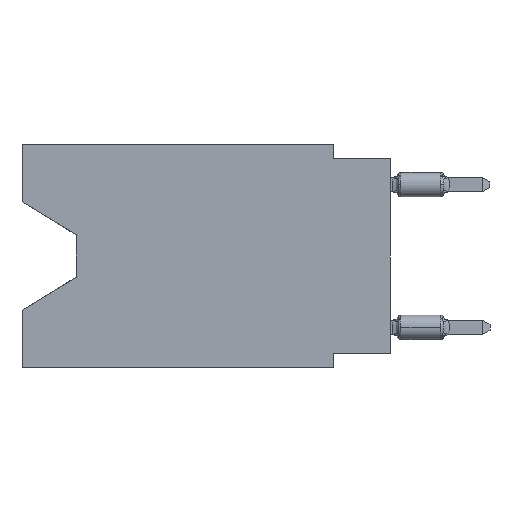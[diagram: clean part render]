
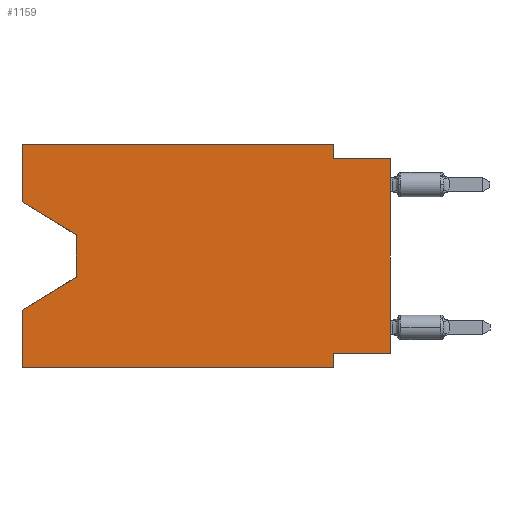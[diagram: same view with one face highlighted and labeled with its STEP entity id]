
A CAD part, left-side view. The second image highlights one B-rep face of the part: STEP entity #1159.
In plain terms, the highlighted planar face has unit normal (-1, 0, 0).
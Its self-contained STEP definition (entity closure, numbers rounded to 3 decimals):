
#252 = VECTOR ( 'NONE', #4522, 1000. ) ;
#298 = DIRECTION ( 'NONE',  ( 0., 0., 1. ) ) ;
#495 = LINE ( 'NONE', #5506, #10343 ) ;
#557 = DIRECTION ( 'NONE',  ( 0., 0., -1. ) ) ;
#611 = CARTESIAN_POINT ( 'NONE',  ( 0., 16.383, 0. ) ) ;
#1027 = ORIENTED_EDGE ( 'NONE', *, *, #12936, .F. ) ;
#1159 = ADVANCED_FACE ( 'NONE', ( #6672 ), #12843, .F. ) ;
#1305 = VECTOR ( 'NONE', #557, 1000. ) ;
#1315 = CARTESIAN_POINT ( 'NONE',  ( 0., 16.383, -2.546 ) ) ;
#1383 = LINE ( 'NONE', #11655, #11522 ) ;
#1472 = CARTESIAN_POINT ( 'NONE',  ( 0., 16.383, 0. ) ) ;
#1623 = AXIS2_PLACEMENT_3D ( 'NONE', #10725, #3729, #7803 ) ;
#1667 = CARTESIAN_POINT ( 'NONE',  ( 0., 0., -0.635 ) ) ;
#1806 = LINE ( 'NONE', #611, #8685 ) ;
#1875 = VECTOR ( 'NONE', #3690, 1000. ) ;
#2057 = EDGE_LOOP ( 'NONE', ( #9951, #11433, #7760, #9823, #3146, #3507, #1027, #6516, #9190, #12938, #5016, #4947 ) ) ;
#2867 = CARTESIAN_POINT ( 'NONE',  ( 0., 16.383, -9.906 ) ) ;
#3028 = EDGE_CURVE ( 'NONE', #12952, #11628, #8047, .T. ) ;
#3146 = ORIENTED_EDGE ( 'NONE', *, *, #8922, .T. ) ;
#3507 = ORIENTED_EDGE ( 'NONE', *, *, #8054, .F. ) ;
#3636 = EDGE_CURVE ( 'NONE', #5773, #3939, #10626, .T. ) ;
#3659 = CARTESIAN_POINT ( 'NONE',  ( 0., 0., -0.635 ) ) ;
#3690 = DIRECTION ( 'NONE',  ( 0., 0., 1. ) ) ;
#3729 = DIRECTION ( 'NONE',  ( 1., 0., 0. ) ) ;
#3878 = DIRECTION ( 'NONE',  ( 0., 0., 1. ) ) ;
#3886 = CARTESIAN_POINT ( 'NONE',  ( 0., 16.383, 0. ) ) ;
#3939 = VERTEX_POINT ( 'NONE', #8283 ) ;
#4431 = EDGE_CURVE ( 'NONE', #11628, #11816, #1383, .T. ) ;
#4522 = DIRECTION ( 'NONE',  ( 0., 0.855, -0.519 ) ) ;
#4947 = ORIENTED_EDGE ( 'NONE', *, *, #6895, .F. ) ;
#4981 = LINE ( 'NONE', #9132, #11602 ) ;
#5016 = ORIENTED_EDGE ( 'NONE', *, *, #8566, .F. ) ;
#5340 = VERTEX_POINT ( 'NONE', #2867 ) ;
#5380 = CARTESIAN_POINT ( 'NONE',  ( 0., 2.54, -9.906 ) ) ;
#5395 = DIRECTION ( 'NONE',  ( 0., -1., 0. ) ) ;
#5477 = VERTEX_POINT ( 'NONE', #8271 ) ;
#5506 = CARTESIAN_POINT ( 'NONE',  ( 0., 16.383, 0. ) ) ;
#5519 = CARTESIAN_POINT ( 'NONE',  ( 0., 16.383, -7.36 ) ) ;
#5773 = VERTEX_POINT ( 'NONE', #12914 ) ;
#6516 = ORIENTED_EDGE ( 'NONE', *, *, #6558, .T. ) ;
#6558 = EDGE_CURVE ( 'NONE', #5477, #9984, #11030, .T. ) ;
#6629 = CARTESIAN_POINT ( 'NONE',  ( 0., 2.54, 0. ) ) ;
#6672 = FACE_OUTER_BOUND ( 'NONE', #2057, .T. ) ;
#6895 = EDGE_CURVE ( 'NONE', #12952, #10904, #1806, .T. ) ;
#6899 = CARTESIAN_POINT ( 'NONE',  ( 0., 0., 0. ) ) ;
#7119 = CARTESIAN_POINT ( 'NONE',  ( 0., 2.54, -9.906 ) ) ;
#7151 = DIRECTION ( 'NONE',  ( 0., -1., 0. ) ) ;
#7345 = VECTOR ( 'NONE', #13090, 1000. ) ;
#7404 = LINE ( 'NONE', #5380, #13115 ) ;
#7464 = DIRECTION ( 'NONE',  ( 0., 1., 0. ) ) ;
#7525 = CARTESIAN_POINT ( 'NONE',  ( 0., 13.97, -5.893 ) ) ;
#7557 = VECTOR ( 'NONE', #7464, 1000. ) ;
#7667 = CARTESIAN_POINT ( 'NONE',  ( 0., 13.97, -5.893 ) ) ;
#7700 = EDGE_CURVE ( 'NONE', #3939, #9984, #12653, .T. ) ;
#7760 = ORIENTED_EDGE ( 'NONE', *, *, #11370, .T. ) ;
#7802 = VECTOR ( 'NONE', #5395, 1000. ) ;
#7803 = DIRECTION ( 'NONE',  ( 0., 0., -1. ) ) ;
#7835 = VERTEX_POINT ( 'NONE', #8866 ) ;
#8047 = LINE ( 'NONE', #10903, #7345 ) ;
#8054 = EDGE_CURVE ( 'NONE', #7835, #9437, #7404, .T. ) ;
#8140 = LINE ( 'NONE', #3886, #8664 ) ;
#8271 = CARTESIAN_POINT ( 'NONE',  ( 0., 0., -9.271 ) ) ;
#8283 = CARTESIAN_POINT ( 'NONE',  ( 0., 2.54, -0.635 ) ) ;
#8566 = EDGE_CURVE ( 'NONE', #10904, #5773, #8140, .T. ) ;
#8584 = DIRECTION ( 'NONE',  ( 0., 0., -1. ) ) ;
#8664 = VECTOR ( 'NONE', #7151, 1000. ) ;
#8685 = VECTOR ( 'NONE', #3878, 1000. ) ;
#8866 = CARTESIAN_POINT ( 'NONE',  ( 0., 2.54, -9.271 ) ) ;
#8922 = EDGE_CURVE ( 'NONE', #5340, #9437, #4981, .T. ) ;
#9132 = CARTESIAN_POINT ( 'NONE',  ( 0., 16.383, -9.906 ) ) ;
#9190 = ORIENTED_EDGE ( 'NONE', *, *, #7700, .F. ) ;
#9437 = VERTEX_POINT ( 'NONE', #7119 ) ;
#9552 = EDGE_CURVE ( 'NONE', #5340, #10378, #495, .T. ) ;
#9716 = LINE ( 'NONE', #10594, #7557 ) ;
#9823 = ORIENTED_EDGE ( 'NONE', *, *, #9552, .F. ) ;
#9951 = ORIENTED_EDGE ( 'NONE', *, *, #3028, .T. ) ;
#9984 = VERTEX_POINT ( 'NONE', #1667 ) ;
#10343 = VECTOR ( 'NONE', #298, 1000. ) ;
#10378 = VERTEX_POINT ( 'NONE', #5519 ) ;
#10594 = CARTESIAN_POINT ( 'NONE',  ( 0., 0., -9.271 ) ) ;
#10626 = LINE ( 'NONE', #6629, #1305 ) ;
#10725 = CARTESIAN_POINT ( 'NONE',  ( 0., 16.383, 0. ) ) ;
#10903 = CARTESIAN_POINT ( 'NONE',  ( 0., 16.383, -2.546 ) ) ;
#10904 = VERTEX_POINT ( 'NONE', #1472 ) ;
#11030 = LINE ( 'NONE', #6899, #1875 ) ;
#11121 = CARTESIAN_POINT ( 'NONE',  ( 0., 13.97, -4.013 ) ) ;
#11370 = EDGE_CURVE ( 'NONE', #11816, #10378, #12776, .T. ) ;
#11433 = ORIENTED_EDGE ( 'NONE', *, *, #4431, .T. ) ;
#11522 = VECTOR ( 'NONE', #8584, 1000. ) ;
#11602 = VECTOR ( 'NONE', #13118, 1000. ) ;
#11628 = VERTEX_POINT ( 'NONE', #11121 ) ;
#11655 = CARTESIAN_POINT ( 'NONE',  ( 0., 13.97, -4.013 ) ) ;
#11816 = VERTEX_POINT ( 'NONE', #7525 ) ;
#12516 = DIRECTION ( 'NONE',  ( 0., 0., -1. ) ) ;
#12653 = LINE ( 'NONE', #3659, #7802 ) ;
#12776 = LINE ( 'NONE', #7667, #252 ) ;
#12843 = PLANE ( 'NONE',  #1623 ) ;
#12914 = CARTESIAN_POINT ( 'NONE',  ( 0., 2.54, 0. ) ) ;
#12936 = EDGE_CURVE ( 'NONE', #5477, #7835, #9716, .T. ) ;
#12938 = ORIENTED_EDGE ( 'NONE', *, *, #3636, .F. ) ;
#12952 = VERTEX_POINT ( 'NONE', #1315 ) ;
#13090 = DIRECTION ( 'NONE',  ( 0., -0.855, -0.519 ) ) ;
#13115 = VECTOR ( 'NONE', #12516, 1000. ) ;
#13118 = DIRECTION ( 'NONE',  ( 0., -1., 0. ) ) ;
